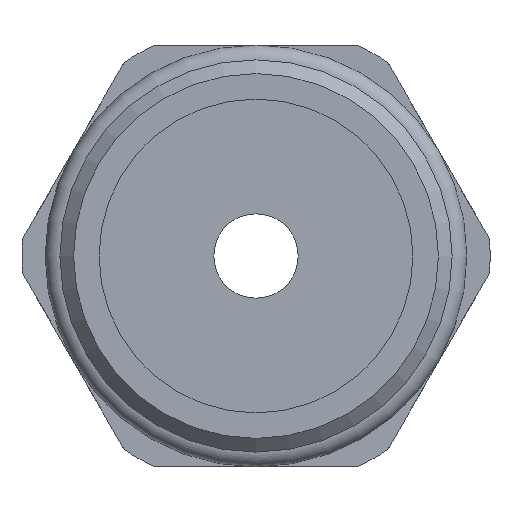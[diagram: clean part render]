
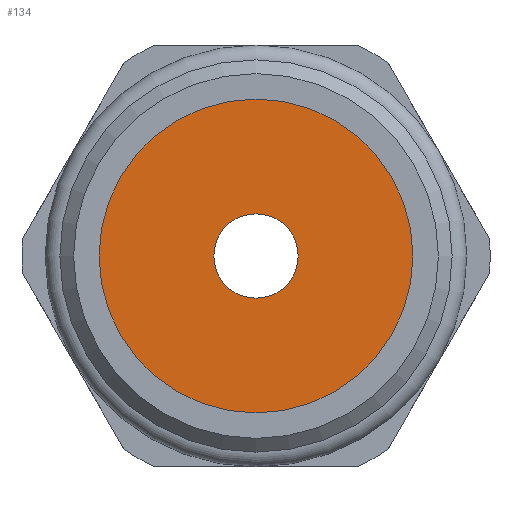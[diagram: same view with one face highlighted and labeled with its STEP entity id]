
A CAD part, left-side view. The second image highlights one B-rep face of the part: STEP entity #134.
In plain terms, the highlighted planar face has unit normal (-1, 0, 0).
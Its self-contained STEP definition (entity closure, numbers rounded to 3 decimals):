
#134 = ADVANCED_FACE( '', ( #345, #346 ), #347, .T. );
#345 = FACE_BOUND( '', #648, .T. );
#346 = FACE_OUTER_BOUND( '', #649, .T. );
#347 = PLANE( '', #650 );
#648 = EDGE_LOOP( '', ( #989 ) );
#649 = EDGE_LOOP( '', ( #990 ) );
#650 = AXIS2_PLACEMENT_3D( '', #991, #992, #993 );
#989 = ORIENTED_EDGE( '', *, *, #1745, .T. );
#990 = ORIENTED_EDGE( '', *, *, #1746, .F. );
#991 = CARTESIAN_POINT( '', ( 9.85, 7.44, 0. ) );
#992 = DIRECTION( '', ( -1., 0., 0. ) );
#993 = DIRECTION( '', ( 0., -1., 0. ) );
#1745 = EDGE_CURVE( '', #2078, #2078, #2079, .T. );
#1746 = EDGE_CURVE( '', #2080, #2080, #2081, .T. );
#2078 = VERTEX_POINT( '', #2561 );
#2079 = CIRCLE( '', #2562, 2. );
#2080 = VERTEX_POINT( '', #2563 );
#2081 = CIRCLE( '', #2564, 7.44 );
#2561 = CARTESIAN_POINT( '', ( 9.85, 2., 0. ) );
#2562 = AXIS2_PLACEMENT_3D( '', #3133, #3134, #3135 );
#2563 = CARTESIAN_POINT( '', ( 9.85, 7.44, 0. ) );
#2564 = AXIS2_PLACEMENT_3D( '', #3136, #3137, #3138 );
#3133 = CARTESIAN_POINT( '', ( 9.85, 0., 0. ) );
#3134 = DIRECTION( '', ( 1., 0., 0. ) );
#3135 = DIRECTION( '', ( 0., 1., 0. ) );
#3136 = CARTESIAN_POINT( '', ( 9.85, 0., 0. ) );
#3137 = DIRECTION( '', ( 1., 0., 0. ) );
#3138 = DIRECTION( '', ( 0., 1., 0. ) );
